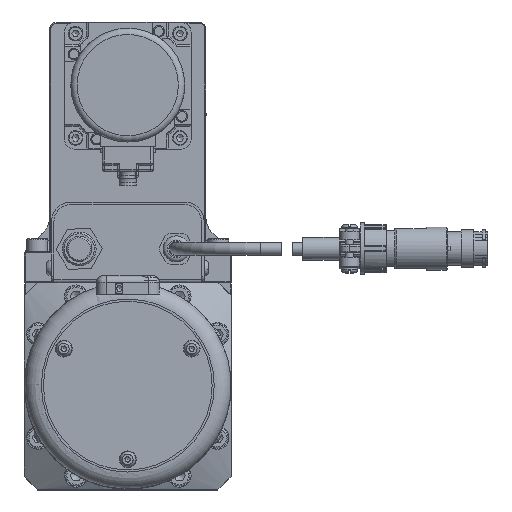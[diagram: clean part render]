
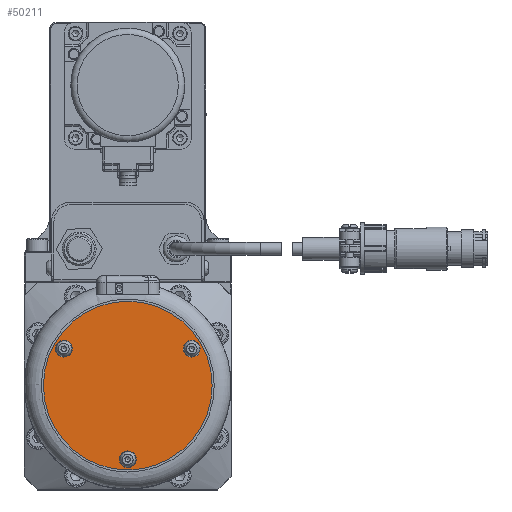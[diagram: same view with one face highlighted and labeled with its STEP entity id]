
A CAD part, top view. The second image highlights one B-rep face of the part: STEP entity #50211.
In plain terms, the highlighted planar face has unit normal (0, 0, 1).
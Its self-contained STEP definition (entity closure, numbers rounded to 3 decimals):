
#2444=FACE_BOUND('',#6859,.T.);
#2445=FACE_BOUND('',#6860,.T.);
#2446=FACE_BOUND('',#6861,.T.);
#3837=FACE_OUTER_BOUND('',#6858,.T.);
#6858=EDGE_LOOP('',(#37862,#37863));
#6859=EDGE_LOOP('',(#37864,#37865));
#6860=EDGE_LOOP('',(#37866,#37867));
#6861=EDGE_LOOP('',(#37868,#37869));
#18208=CIRCLE('',#54041,4.);
#18209=CIRCLE('',#54042,4.);
#18212=CIRCLE('',#54047,4.);
#18213=CIRCLE('',#54048,4.);
#18216=CIRCLE('',#54053,4.);
#18217=CIRCLE('',#54054,4.);
#18218=CIRCLE('',#54056,40.);
#18219=CIRCLE('',#54057,40.);
#21613=VERTEX_POINT('',#79754);
#21614=VERTEX_POINT('',#79755);
#21617=VERTEX_POINT('',#79765);
#21618=VERTEX_POINT('',#79766);
#21621=VERTEX_POINT('',#79776);
#21622=VERTEX_POINT('',#79777);
#21623=VERTEX_POINT('',#79782);
#21624=VERTEX_POINT('',#79783);
#27621=EDGE_CURVE('',#21613,#21614,#18208,.T.);
#27622=EDGE_CURVE('',#21614,#21613,#18209,.T.);
#27626=EDGE_CURVE('',#21617,#21618,#18212,.T.);
#27627=EDGE_CURVE('',#21618,#21617,#18213,.T.);
#27631=EDGE_CURVE('',#21621,#21622,#18216,.T.);
#27632=EDGE_CURVE('',#21622,#21621,#18217,.T.);
#27634=EDGE_CURVE('',#21623,#21624,#18218,.T.);
#27635=EDGE_CURVE('',#21624,#21623,#18219,.T.);
#37862=ORIENTED_EDGE('',*,*,#27634,.F.);
#37863=ORIENTED_EDGE('',*,*,#27635,.F.);
#37864=ORIENTED_EDGE('',*,*,#27621,.T.);
#37865=ORIENTED_EDGE('',*,*,#27622,.T.);
#37866=ORIENTED_EDGE('',*,*,#27626,.T.);
#37867=ORIENTED_EDGE('',*,*,#27627,.T.);
#37868=ORIENTED_EDGE('',*,*,#27631,.T.);
#37869=ORIENTED_EDGE('',*,*,#27632,.T.);
#48156=PLANE('',#54055);
#50211=ADVANCED_FACE('',(#3837,#2444,#2445,#2446),#48156,.F.);
#54041=AXIS2_PLACEMENT_3D('',#79756,#62868,#62869);
#54042=AXIS2_PLACEMENT_3D('',#79757,#62870,#62871);
#54047=AXIS2_PLACEMENT_3D('',#79767,#62881,#62882);
#54048=AXIS2_PLACEMENT_3D('',#79768,#62883,#62884);
#54053=AXIS2_PLACEMENT_3D('',#79778,#62894,#62895);
#54054=AXIS2_PLACEMENT_3D('',#79779,#62896,#62897);
#54055=AXIS2_PLACEMENT_3D('',#79781,#62899,#62900);
#54056=AXIS2_PLACEMENT_3D('',#79784,#62901,#62902);
#54057=AXIS2_PLACEMENT_3D('',#79785,#62903,#62904);
#62868=DIRECTION('center_axis',(0.,0.,
-1.));
#62869=DIRECTION('ref_axis',(-0.5,0.866,0.));
#62870=DIRECTION('center_axis',(0.,0.,
-1.));
#62871=DIRECTION('ref_axis',(-0.5,0.866,0.));
#62881=DIRECTION('center_axis',(0.,0.,
-1.));
#62882=DIRECTION('ref_axis',(-0.5,0.866,0.));
#62883=DIRECTION('center_axis',(0.,0.,
-1.));
#62884=DIRECTION('ref_axis',(-0.5,0.866,0.));
#62894=DIRECTION('center_axis',(0.,0.,
-1.));
#62895=DIRECTION('ref_axis',(-0.5,0.866,0.));
#62896=DIRECTION('center_axis',(0.,0.,
-1.));
#62897=DIRECTION('ref_axis',(-0.5,0.866,0.));
#62899=DIRECTION('center_axis',(0.,0.,
-1.));
#62900=DIRECTION('ref_axis',(-0.5,0.866,0.));
#62901=DIRECTION('center_axis',(0.,0.,
-1.));
#62902=DIRECTION('ref_axis',(-0.866,0.5,0.));
#62903=DIRECTION('center_axis',(0.,0.,
-1.));
#62904=DIRECTION('ref_axis',(-0.866,0.5,0.));
#79754=CARTESIAN_POINT('',(28.311,20.964,346.));
#79755=CARTESIAN_POINT('',(32.311,14.036,346.));
#79756=CARTESIAN_POINT('Origin',(30.311,17.5,346.));
#79757=CARTESIAN_POINT('Origin',(30.311,17.5,346.));
#79765=CARTESIAN_POINT('',(-2.,-31.536,346.));
#79766=CARTESIAN_POINT('',(2.,-38.464,346.));
#79767=CARTESIAN_POINT('Origin',(0.,-35.,346.));
#79768=CARTESIAN_POINT('Origin',(0.,-35.,346.));
#79776=CARTESIAN_POINT('',(-32.311,20.964,346.));
#79777=CARTESIAN_POINT('',(-28.311,14.036,346.));
#79778=CARTESIAN_POINT('Origin',(-30.311,17.5,346.));
#79779=CARTESIAN_POINT('Origin',(-30.311,17.5,346.));
#79781=CARTESIAN_POINT('Origin',(0.,0.,
346.));
#79782=CARTESIAN_POINT('',(-20.,34.641,346.));
#79783=CARTESIAN_POINT('',(-34.641,20.,346.));
#79784=CARTESIAN_POINT('Origin',(0.,0.,
346.));
#79785=CARTESIAN_POINT('Origin',(0.,0.,
346.));
